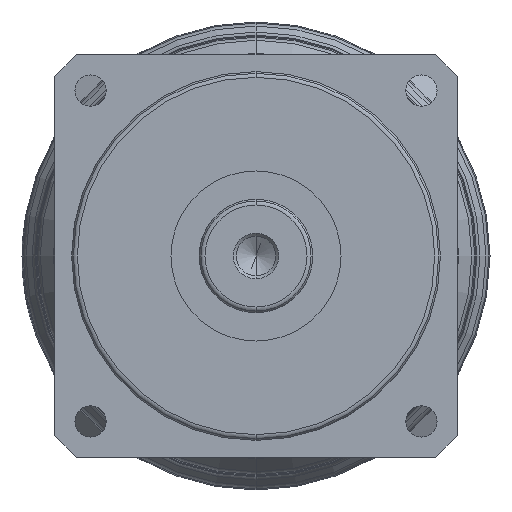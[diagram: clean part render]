
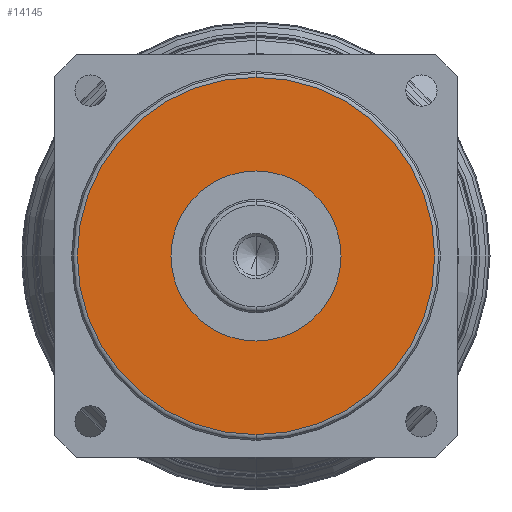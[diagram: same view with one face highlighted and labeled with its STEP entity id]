
A CAD part, left-side view. The second image highlights one B-rep face of the part: STEP entity #14145.
In plain terms, the highlighted planar face has unit normal (-1, 0, 0).
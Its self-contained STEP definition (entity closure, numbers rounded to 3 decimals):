
#204=CARTESIAN_POINT('',(-30.,0.,0.));
#205=DIRECTION('',(-1.,0.,0.));
#206=DIRECTION('',(0.,0.,1.));
#207=AXIS2_PLACEMENT_3D('',#204,#205,#206);
#209=CARTESIAN_POINT('',(-30.,0.,0.));
#210=DIRECTION('',(-1.,0.,0.));
#211=DIRECTION('',(0.,0.,-1.));
#212=AXIS2_PLACEMENT_3D('',#209,#210,#211);
#214=CARTESIAN_POINT('',(-30.,0.,0.));
#215=DIRECTION('',(1.,0.,0.));
#216=DIRECTION('',(0.,0.,1.));
#217=AXIS2_PLACEMENT_3D('',#214,#215,#216);
#219=CARTESIAN_POINT('',(-30.,0.,0.));
#220=DIRECTION('',(1.,0.,0.));
#221=DIRECTION('',(0.,0.,-1.));
#222=AXIS2_PLACEMENT_3D('',#219,#220,#221);
#13989=CARTESIAN_POINT('',(-30.,0.,-63.));
#13990=VERTEX_POINT('',#13989);
#13991=CARTESIAN_POINT('',(-30.,0.,63.));
#13992=VERTEX_POINT('',#13991);
#14034=CARTESIAN_POINT('',(-30.,0.,-30.));
#14036=VERTEX_POINT('',#14034);
#14038=CARTESIAN_POINT('',(-30.,0.,30.));
#14040=VERTEX_POINT('',#14038);
#14130=CARTESIAN_POINT('',(-30.,0.,0.));
#14131=DIRECTION('',(-1.,0.,0.));
#14132=DIRECTION('',(0.,0.,1.));
#14133=AXIS2_PLACEMENT_3D('',#14130,#14131,#14132);
#14134=PLANE('',#14133);
#14136=ORIENTED_EDGE('',*,*,#14135,.F.);
#14138=ORIENTED_EDGE('',*,*,#14137,.F.);
#14139=EDGE_LOOP('',(#14136,#14138));
#14140=FACE_OUTER_BOUND('',#14139,.F.);
#14141=ORIENTED_EDGE('',*,*,#14124,.F.);
#14142=ORIENTED_EDGE('',*,*,#14110,.F.);
#14143=EDGE_LOOP('',(#14141,#14142));
#14144=FACE_BOUND('',#14143,.F.);
#14145=ADVANCED_FACE('',(#14140,#14144),#14134,.T.);
#208=CIRCLE('',#207,63.);
#213=CIRCLE('',#212,63.);
#218=CIRCLE('',#217,30.);
#223=CIRCLE('',#222,30.);
#14110=EDGE_CURVE('',#14036,#14040,#223,.T.);
#14124=EDGE_CURVE('',#14040,#14036,#218,.T.);
#14135=EDGE_CURVE('',#13992,#13990,#208,.T.);
#14137=EDGE_CURVE('',#13990,#13992,#213,.T.);
